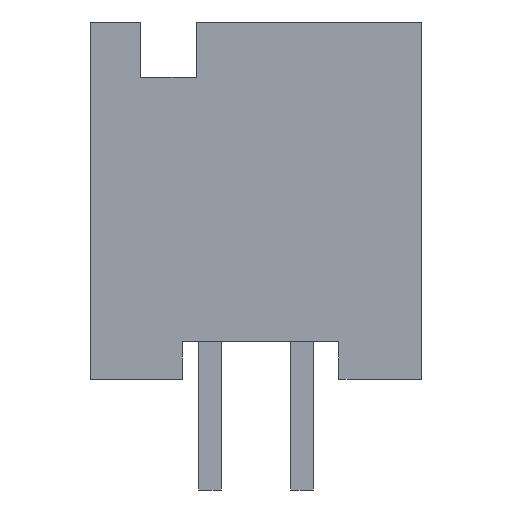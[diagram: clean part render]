
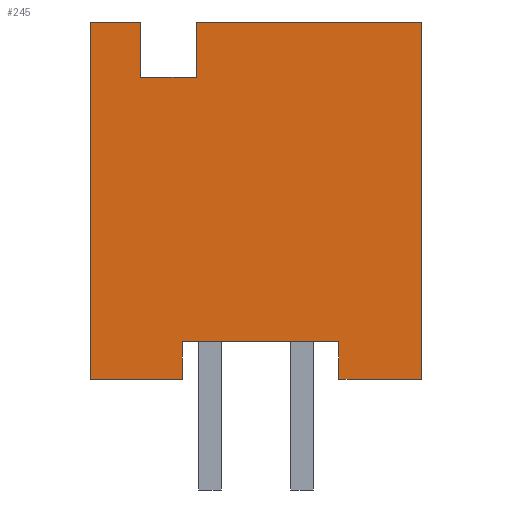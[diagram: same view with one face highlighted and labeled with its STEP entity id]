
A CAD part, left-side view. The second image highlights one B-rep face of the part: STEP entity #245.
In plain terms, the highlighted planar face has unit normal (-1, 0, 0).
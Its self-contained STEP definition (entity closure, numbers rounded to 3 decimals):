
#245=ADVANCED_FACE('',(#746),#747,.T.);
#746=FACE_OUTER_BOUND('',#1308,.T.);
#747=PLANE('',#1309);
#1308=EDGE_LOOP('',(#3044,#3045,#3046,#3047,#3048,#3049,#3050,#3051,#3052,#3053,#3054,#3055));
#1309=AXIS2_PLACEMENT_3D('',#3056,#3057,#3058);
#3044=ORIENTED_EDGE('',*,*,#4072,.T.);
#3045=ORIENTED_EDGE('',*,*,#4073,.F.);
#3046=ORIENTED_EDGE('',*,*,#3545,.F.);
#3047=ORIENTED_EDGE('',*,*,#4054,.F.);
#3048=ORIENTED_EDGE('',*,*,#4074,.F.);
#3049=ORIENTED_EDGE('',*,*,#4075,.F.);
#3050=ORIENTED_EDGE('',*,*,#3573,.T.);
#3051=ORIENTED_EDGE('',*,*,#4076,.T.);
#3052=ORIENTED_EDGE('',*,*,#4077,.F.);
#3053=ORIENTED_EDGE('',*,*,#4078,.T.);
#3054=ORIENTED_EDGE('',*,*,#3525,.F.);
#3055=ORIENTED_EDGE('',*,*,#4068,.T.);
#3056=CARTESIAN_POINT('',(-16.51,4.572,0.0));
#3057=DIRECTION('',(-1.0,0.0,0.0));
#3058=DIRECTION('',(0.0,0.0,1.0));
#3525=EDGE_CURVE('',#4184,#4185,#4186,.T.);
#3545=EDGE_CURVE('',#4223,#4225,#4226,.T.);
#3573=EDGE_CURVE('',#4276,#4274,#4277,.T.);
#4054=EDGE_CURVE('',#5086,#4223,#5088,.T.);
#4068=EDGE_CURVE('',#4184,#5105,#5107,.T.);
#4072=EDGE_CURVE('',#5105,#5113,#5114,.T.);
#4073=EDGE_CURVE('',#4225,#5113,#5115,.T.);
#4074=EDGE_CURVE('',#5116,#5086,#5117,.T.);
#4075=EDGE_CURVE('',#4276,#5116,#5118,.T.);
#4076=EDGE_CURVE('',#4274,#5119,#5120,.T.);
#4077=EDGE_CURVE('',#5121,#5119,#5122,.T.);
#4078=EDGE_CURVE('',#5121,#4185,#5123,.T.);
#4184=VERTEX_POINT('',#5275);
#4185=VERTEX_POINT('',#5276);
#4186=LINE('',#5277,#5278);
#4223=VERTEX_POINT('',#5333);
#4225=VERTEX_POINT('',#5336);
#4226=LINE('',#5337,#5338);
#4274=VERTEX_POINT('',#5410);
#4276=VERTEX_POINT('',#5413);
#4277=LINE('',#5414,#5415);
#5086=VERTEX_POINT('',#6701);
#5088=LINE('',#6704,#6705);
#5105=VERTEX_POINT('',#6732);
#5107=LINE('',#6735,#6736);
#5113=VERTEX_POINT('',#6745);
#5114=LINE('',#6746,#6747);
#5115=LINE('',#6748,#6749);
#5116=VERTEX_POINT('',#6750);
#5117=LINE('',#6751,#6752);
#5118=LINE('',#6753,#6754);
#5119=VERTEX_POINT('',#6755);
#5120=LINE('',#6756,#6757);
#5121=VERTEX_POINT('',#6758);
#5122=LINE('',#6759,#6760);
#5123=LINE('',#6761,#6762);
#5275=CARTESIAN_POINT('',(-16.51,1.651,0.0));
#5276=CARTESIAN_POINT('',(-16.51,-4.572,0.0));
#5277=CARTESIAN_POINT('',(-16.51,1.651,0.0));
#5278=VECTOR('',#6981,6.223);
#5333=CARTESIAN_POINT('',(-16.51,4.572,0.0));
#5336=CARTESIAN_POINT('',(-16.51,3.175,0.0));
#5337=CARTESIAN_POINT('',(-16.51,4.572,0.0));
#5338=VECTOR('',#7001,1.397);
#5410=CARTESIAN_POINT('',(-16.51,-2.286,-8.814));
#5413=CARTESIAN_POINT('',(-16.51,2.032,-8.814));
#5414=CARTESIAN_POINT('',(-16.51,2.032,-8.814));
#5415=VECTOR('',#7033,4.318);
#6701=CARTESIAN_POINT('',(-16.51,4.572,-9.855));
#6704=CARTESIAN_POINT('',(-16.51,4.572,-9.855));
#6705=VECTOR('',#7518,9.855);
#6732=CARTESIAN_POINT('',(-16.51,1.651,-1.524));
#6735=CARTESIAN_POINT('',(-16.51,1.651,0.0));
#6736=VECTOR('',#7536,1.524);
#6745=CARTESIAN_POINT('',(-16.51,3.175,-1.524));
#6746=CARTESIAN_POINT('',(-16.51,1.651,-1.524));
#6747=VECTOR('',#7540,1.524);
#6748=CARTESIAN_POINT('',(-16.51,3.175,0.0));
#6749=VECTOR('',#7541,1.524);
#6750=CARTESIAN_POINT('',(-16.51,2.032,-9.855));
#6751=CARTESIAN_POINT('',(-16.51,2.032,-9.855));
#6752=VECTOR('',#7542,2.54);
#6753=CARTESIAN_POINT('',(-16.51,2.032,-8.814));
#6754=VECTOR('',#7543,1.041);
#6755=CARTESIAN_POINT('',(-16.51,-2.286,-9.855));
#6756=CARTESIAN_POINT('',(-16.51,-2.286,-8.814));
#6757=VECTOR('',#7544,1.041);
#6758=CARTESIAN_POINT('',(-16.51,-4.572,-9.855));
#6759=CARTESIAN_POINT('',(-16.51,-4.572,-9.855));
#6760=VECTOR('',#7545,2.286);
#6761=CARTESIAN_POINT('',(-16.51,-4.572,-9.855));
#6762=VECTOR('',#7546,9.855);
#6981=DIRECTION('',(0.0,-1.0,0.0));
#7001=DIRECTION('',(0.0,-1.0,0.0));
#7033=DIRECTION('',(0.0,-1.0,0.0));
#7518=DIRECTION('',(0.0,0.0,1.0));
#7536=DIRECTION('',(0.0,0.0,-1.0));
#7540=DIRECTION('',(0.0,1.0,0.0));
#7541=DIRECTION('',(0.0,0.0,-1.0));
#7542=DIRECTION('',(0.0,1.0,0.0));
#7543=DIRECTION('',(0.0,0.0,-1.0));
#7544=DIRECTION('',(0.0,0.0,-1.0));
#7545=DIRECTION('',(0.0,1.0,0.0));
#7546=DIRECTION('',(0.0,0.0,1.0));
